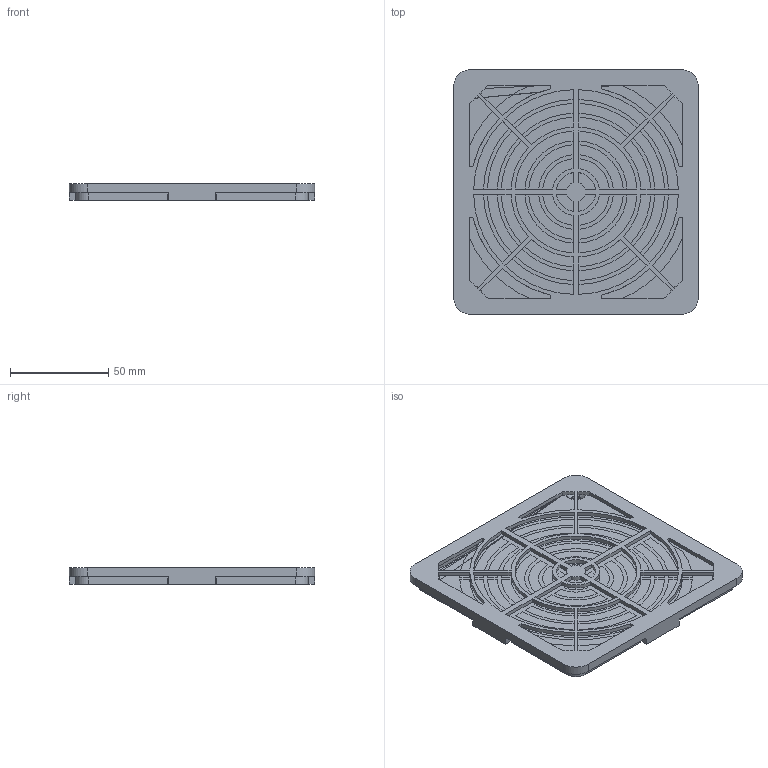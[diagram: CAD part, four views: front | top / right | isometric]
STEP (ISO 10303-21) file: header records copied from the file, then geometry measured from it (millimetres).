
FILE_DESCRIPTION (( 'STEP AP203' ), '1' );
FILE_NAME ('FE-460-2S.STEP', '2009-12-18T02:12:00', ( ' ' ), ( ' ' ), 'SwSTEP 2.0', 'SolidWorks 2007', '' );
FILE_SCHEMA (( 'CONFIG_CONTROL_DESIGN' ));
Length unit declared in the file: millimetre
Products named in the file (3): FE-460-2S儀乕僗__棉太倌; FE-460-2S僇僶乕__棉太倌; FE-460-2S
Assembly tree (2 placements, depth 2):
  FE-460-2S
    FE-460-2S僇僶乕__棉太倌
    FE-460-2S儀乕僗__棉太倌
Bounding box: 124.5 x 124.5 x 8.5 mm (x, y, z)
Volume: 34482.3 mm3; surface area: 45341.5 mm2
Topology: 2 solids, 2 shells, 431 faces, 1271 edges, 842 vertices
Faces by surface type: plane 239, cylinder 184, cone 8
Entity records: 15027 total; most frequent: CARTESIAN_POINT 2549, ORIENTED_EDGE 2542, DIRECTION 2524, EDGE_CURVE 1271, VECTOR 890, LINE 890, VERTEX_POINT 842, AXIS2_PLACEMENT_3D 817
